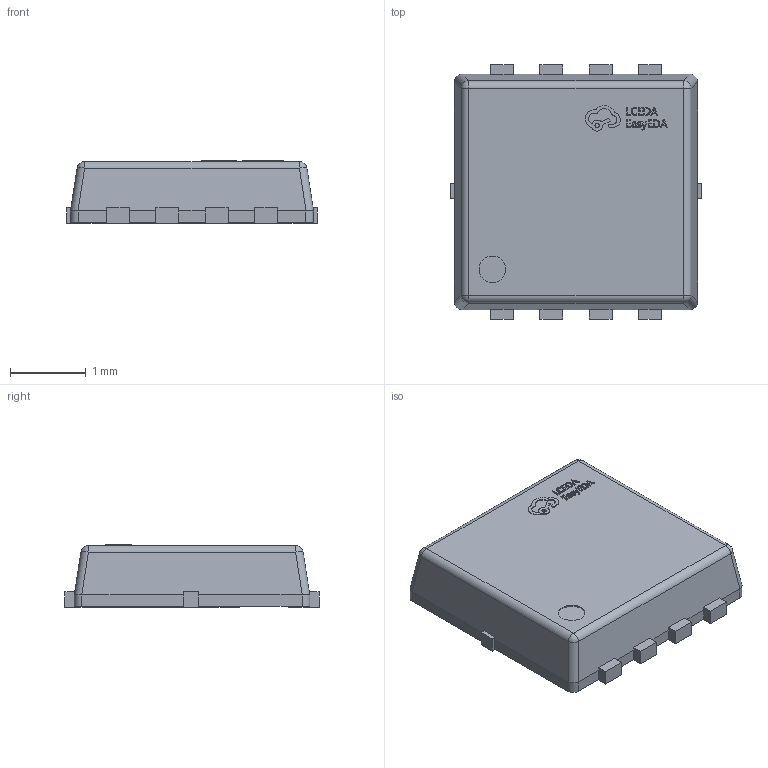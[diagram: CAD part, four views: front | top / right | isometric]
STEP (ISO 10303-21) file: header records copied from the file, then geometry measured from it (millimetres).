
FILE_DESCRIPTION(/* description */ ('Designed by EasyEDA Pro'),/* implementation_level */ '2;1');
FILE_NAME(/* name */ 'DFN8-3x3-EP.step',/* time_stamp */ '2025-04-03T17:18:38+08:00',/* author */ (''),/* organization */ (''),/* preprocessor_version */ 'ST-DEVELOPER v20.1',/* originating_system */ 'Autodesk Translation Framework v14.4.0.0',/* authorisation */ '');
FILE_SCHEMA (('AUTOMOTIVE_DESIGN { 1 0 10303 214 3 1 1 }'));
Length unit declared in the file: millimetre
Products named in the file (3): Fck3-PCBModel; Fck3-Board; Fck3-Q1-PDFN3333-8_L3.1-W3.2-P0.65-LS3.4-BL
Assembly tree (2 placements, depth 2):
  Fck3-PCBModel
    Fck3-Board
    Fck3-Q1-PDFN3333-8_L3.1-W3.2-P0.65-LS3.4-BL
Bounding box: 3.3 x 3.35 x 0.82 mm (x, y, z)
Volume: 7.6 mm3; surface area: 29.4 mm2
Topology: 1 solids, 1 shells, 381 faces, 1044 edges, 692 vertices
Faces by surface type: plane 252, bspline 112, cylinder 13, sphere 4
Full cylindrical faces by diameter (mm): 0.35 x1
Entity records: 13470 total; most frequent: CARTESIAN_POINT 4018, ORIENTED_EDGE 2088, DIRECTION 1570, EDGE_CURVE 1044, LINE 790, VECTOR 790, VERTEX_POINT 692, EDGE_LOOP 408
